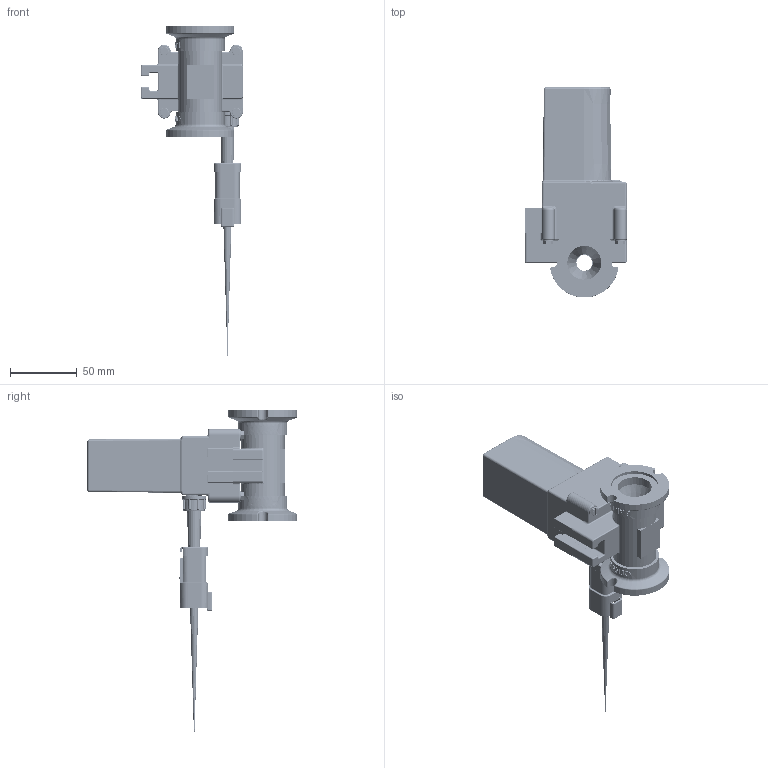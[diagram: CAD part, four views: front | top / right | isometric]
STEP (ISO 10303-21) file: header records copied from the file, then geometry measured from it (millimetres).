
FILE_DESCRIPTION(/* description */ ('1/2" MLEV w/ M100 Valve, 4 Wire, Open VFY, w/ CNCTR'),/* implementation_level */ '2;1');
FILE_NAME(/* name */ 'MLEV1001C.stp',/* time_stamp */ '2019-10-24T07:17:30-04:00',/* author */ ('casbury'),/* organization */ (''),/* preprocessor_version */ 'ST-DEVELOPER v17.2',/* originating_system */ 'Autodesk Inventor 2019',/* authorisation */ '');
FILE_SCHEMA (('AUTOMOTIVE_DESIGN { 1 0 10303 214 3 1 1 }'));
Products named in the file (39): MLEV1001C; 12724; 12717; A035; MLEV100AX; LEV05254D; LV10278A; LV05258T1; LEV05255SS; FP26041E; LEV40001C; LEV4000KIT; LEV05102; LEV05151F; IG320139-41302R; IG320071-03_04_1_ASM; IG320071-00_ASM; M2____1_2_; M2____1_1_; M3____1_2_; IG32-03_04-___ASM; __-__1-5; __-__1-2564; MVE002A; MVE005; LEV05103; LEV40001CASM; LEV1081G; wire_3_LEV NEW VERSION; LEV108H; M2x5; TCST5250; M3x8; VE029; VE030; VE018; c-0413-204-2005; VE15220; 050DECAL
Assembly tree (55 placements, depth 7):
  MLEV1001C
    VE15220  x4
    12724
    12717
    A035
    MLEV100AX
      LEV05254D
      LV10278A  x2
      LV05258T1  x2
      LEV05255SS
      FP26041E  x2
    LEV40001C
      LEV4000KIT
        LEV05102
        LEV05151F
        IG320139-41302R
          IG320071-03_04_1_ASM
            IG320071-00_ASM
              M2____1_2_
              M2____1_1_
              M3____1_2_
            IG32-03_04-___ASM
              __-__1-5
              __-__1-2564
        MVE002A
        MVE005
        LEV05103
      LEV40001CASM
        LEV1081G
        wire_3_LEV NEW VERSION
        LEV108H
        M2x5  x4
        TCST5250  x2
        M3x8  x4
        VE029
        VE030
        VE018  x4
        c-0413-204-2005  x2
    050DECAL
Bounding box: 76.48 x 157.77 x 248.52 mm (x, y, z)
Volume: 269201.7 mm3; surface area: 159902.7 mm2
Topology: 47 solids, 47 shells, 4738 faces, 12477 edges, 7966 vertices
Faces by surface type: plane 1897, cylinder 1119, bspline 1043, torus 343, cone 250, sphere 86
Full cylindrical faces by diameter (mm): 0.5 x4, 0.9 x8, 0.94 x6, 1.2 x4, 1.4 x2, 1.48 x44, 1.499 x4, 1.524 x2, 1.549 x8, 1.587 x2, 1.6 x8, 1.778 x4, 2 x44, 2.159 x2, 2.3 x1, 2.4 x64, 2.5 x8, 2.565 x8, 2.794 x4, 2.8 x8, 3.048 x4, 3.1 x4, 3.302 x4, 3.505 x48, 3.636 x4, 4 x4, 4.064 x4, 4.318 x1, 5.3 x4, 6 x2
Entity records: 128311 total; most frequent: CARTESIAN_POINT 39980, ORIENTED_EDGE 18474, DIRECTION 16842, EDGE_CURVE 9237, VERTEX_POINT 5937, AXIS2_PLACEMENT_3D 5844, LINE 5154, VECTOR 5154
